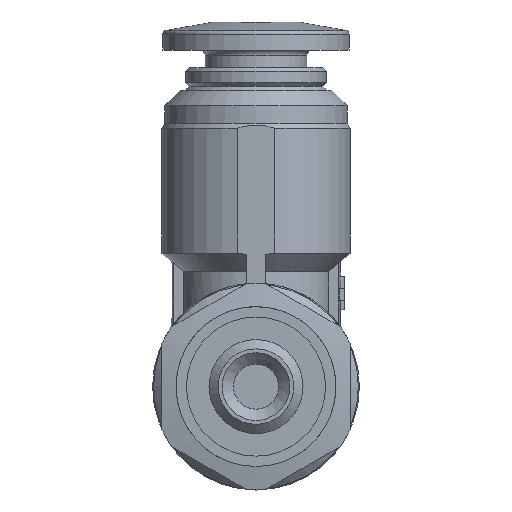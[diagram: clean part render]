
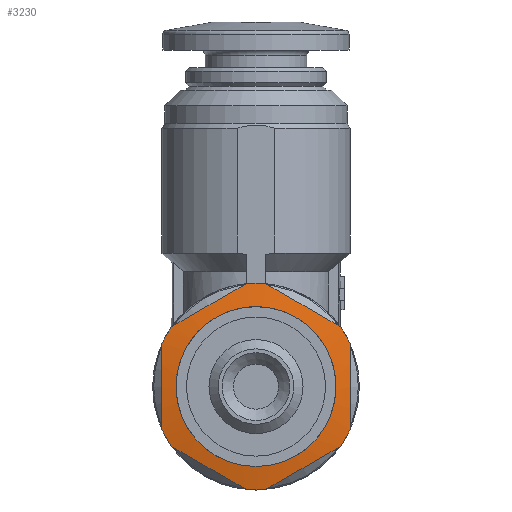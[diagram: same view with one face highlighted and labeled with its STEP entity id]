
A CAD part, front view. The second image highlights one B-rep face of the part: STEP entity #3230.
In plain terms, the highlighted conical face has half-angle 80 degrees and reference radius 5.5 mm.
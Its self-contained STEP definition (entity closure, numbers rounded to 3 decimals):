
#437=CIRCLE('',#3389,5.5);
#438=CIRCLE('',#3391,5.5);
#440=CIRCLE('',#3394,5.5);
#442=CIRCLE('',#3397,5.5);
#444=CIRCLE('',#3400,5.5);
#466=CIRCLE('',#3438,5.5);
#467=CIRCLE('',#3440,4.25);
#708=ORIENTED_EDGE('',*,*,#1284,.F.);
#709=ORIENTED_EDGE('',*,*,#1201,.T.);
#710=ORIENTED_EDGE('',*,*,#1285,.T.);
#711=ORIENTED_EDGE('',*,*,#1203,.T.);
#712=ORIENTED_EDGE('',*,*,#1286,.T.);
#713=ORIENTED_EDGE('',*,*,#1207,.T.);
#714=ORIENTED_EDGE('',*,*,#1287,.T.);
#715=ORIENTED_EDGE('',*,*,#1281,.T.);
#716=ORIENTED_EDGE('',*,*,#1288,.T.);
#717=ORIENTED_EDGE('',*,*,#1211,.T.);
#718=ORIENTED_EDGE('',*,*,#1289,.T.);
#719=ORIENTED_EDGE('',*,*,#1215,.T.);
#720=ORIENTED_EDGE('',*,*,#1290,.T.);
#1201=EDGE_CURVE('',#1500,#1499,#437,.T.);
#1203=EDGE_CURVE('',#1501,#1502,#438,.T.);
#1207=EDGE_CURVE('',#1505,#1506,#440,.T.);
#1211=EDGE_CURVE('',#1509,#1510,#442,.T.);
#1215=EDGE_CURVE('',#1513,#1514,#444,.T.);
#1281=EDGE_CURVE('',#1558,#1559,#466,.T.);
#1284=EDGE_CURVE('',#1560,#1560,#467,.T.);
#1285=EDGE_CURVE('',#1499,#1501,#1712,.T.);
#1286=EDGE_CURVE('',#1502,#1505,#1713,.T.);
#1287=EDGE_CURVE('',#1506,#1558,#1714,.T.);
#1288=EDGE_CURVE('',#1559,#1509,#1715,.T.);
#1289=EDGE_CURVE('',#1510,#1513,#1716,.T.);
#1290=EDGE_CURVE('',#1514,#1500,#1717,.T.);
#1499=VERTEX_POINT('',#4504);
#1500=VERTEX_POINT('',#4506);
#1501=VERTEX_POINT('',#4510);
#1502=VERTEX_POINT('',#4511);
#1505=VERTEX_POINT('',#4519);
#1506=VERTEX_POINT('',#4520);
#1509=VERTEX_POINT('',#4528);
#1510=VERTEX_POINT('',#4529);
#1513=VERTEX_POINT('',#4537);
#1514=VERTEX_POINT('',#4538);
#1558=VERTEX_POINT('',#4726);
#1559=VERTEX_POINT('',#4727);
#1560=VERTEX_POINT('',#4732);
#1712=B_SPLINE_CURVE_WITH_KNOTS('',3,(#4733,#4734,#4735,#4736),
 .UNSPECIFIED.,.F.,.F.,(4,4),(0.006,0.011),
 .UNSPECIFIED.);
#1713=B_SPLINE_CURVE_WITH_KNOTS('',3,(#4737,#4738,#4739,#4740),
 .UNSPECIFIED.,.F.,.F.,(4,4),(0.,0.005),
 .UNSPECIFIED.);
#1714=B_SPLINE_CURVE_WITH_KNOTS('',3,(#4741,#4742,#4743,#4744),
 .UNSPECIFIED.,.F.,.F.,(4,4),(0.,0.005),
 .UNSPECIFIED.);
#1715=B_SPLINE_CURVE_WITH_KNOTS('',3,(#4745,#4746,#4747,#4748),
 .UNSPECIFIED.,.F.,.F.,(4,4),(0.006,0.011),
 .UNSPECIFIED.);
#1716=B_SPLINE_CURVE_WITH_KNOTS('',3,(#4749,#4750,#4751,#4752),
 .UNSPECIFIED.,.F.,.F.,(4,4),(0.,0.005),
 .UNSPECIFIED.);
#1717=B_SPLINE_CURVE_WITH_KNOTS('',3,(#4753,#4754,#4755,#4756),
 .UNSPECIFIED.,.F.,.F.,(4,4),(0.,0.005),
 .UNSPECIFIED.);
#1766=EDGE_LOOP('',(#708));
#1767=EDGE_LOOP('',(#709,#710,#711,#712,#713,#714,#715,#716,#717,#718,#719,
#720));
#1975=FACE_BOUND('',#1766,.T.);
#1976=FACE_BOUND('',#1767,.T.);
#2149=CONICAL_SURFACE('',#3439,5.5,1.396);
#3230=ADVANCED_FACE('',(#1975,#1976),#2149,.T.);
#3389=AXIS2_PLACEMENT_3D('',#4505,#3708,#3709);
#3391=AXIS2_PLACEMENT_3D('',#4509,#3713,#3714);
#3394=AXIS2_PLACEMENT_3D('',#4518,#3721,#3722);
#3397=AXIS2_PLACEMENT_3D('',#4527,#3729,#3730);
#3400=AXIS2_PLACEMENT_3D('',#4536,#3737,#3738);
#3438=AXIS2_PLACEMENT_3D('',#4725,#3839,#3840);
#3439=AXIS2_PLACEMENT_3D('',#4730,#3843,#3844);
#3440=AXIS2_PLACEMENT_3D('',#4731,#3845,#3846);
#3708=DIRECTION('',(0.,-1.,0.));
#3709=DIRECTION('',(0.,0.,-1.));
#3713=DIRECTION('',(0.,-1.,0.));
#3714=DIRECTION('',(0.,0.,-1.));
#3721=DIRECTION('',(0.,-1.,0.));
#3722=DIRECTION('',(0.,0.,-1.));
#3729=DIRECTION('',(0.,-1.,0.));
#3730=DIRECTION('',(0.,0.,-1.));
#3737=DIRECTION('',(0.,-1.,0.));
#3738=DIRECTION('',(0.,0.,-1.));
#3839=DIRECTION('',(0.,-1.,0.));
#3840=DIRECTION('',(0.,0.,-1.));
#3843=DIRECTION('',(0.,1.,0.));
#3844=DIRECTION('',(0.,0.,1.));
#3845=DIRECTION('',(0.,-1.,0.));
#3846=DIRECTION('',(0.,0.,-1.));
#4504=CARTESIAN_POINT('',(-5.,1.42,2.291));
#4505=CARTESIAN_POINT('',(0.,1.42,0.));
#4506=CARTESIAN_POINT('',(-4.484,1.42,3.184));
#4509=CARTESIAN_POINT('',(0.,1.42,0.));
#4510=CARTESIAN_POINT('',(-5.,1.42,-2.291));
#4511=CARTESIAN_POINT('',(-4.484,1.42,-3.184));
#4518=CARTESIAN_POINT('',(0.,1.42,0.));
#4519=CARTESIAN_POINT('',(-0.516,1.42,-5.476));
#4520=CARTESIAN_POINT('',(0.516,1.42,-5.476));
#4527=CARTESIAN_POINT('',(0.,1.42,0.));
#4528=CARTESIAN_POINT('',(5.,1.42,2.291));
#4529=CARTESIAN_POINT('',(4.484,1.42,3.184));
#4536=CARTESIAN_POINT('',(0.,1.42,0.));
#4537=CARTESIAN_POINT('',(0.516,1.42,5.476));
#4538=CARTESIAN_POINT('',(-0.516,1.42,5.476));
#4725=CARTESIAN_POINT('',(0.,1.42,0.));
#4726=CARTESIAN_POINT('',(4.484,1.42,-3.184));
#4727=CARTESIAN_POINT('',(5.,1.42,-2.291));
#4730=CARTESIAN_POINT('',(0.,1.42,0.));
#4731=CARTESIAN_POINT('',(0.,1.2,0.));
#4732=CARTESIAN_POINT('',(0.,1.2,-4.25));
#4733=CARTESIAN_POINT('',(-5.,1.42,2.291));
#4734=CARTESIAN_POINT('',(-5.,1.309,0.772));
#4735=CARTESIAN_POINT('',(-5.,1.308,-0.761));
#4736=CARTESIAN_POINT('',(-5.,1.42,-2.291));
#4737=CARTESIAN_POINT('',(-4.484,1.42,-3.184));
#4738=CARTESIAN_POINT('',(-3.161,1.308,-3.948));
#4739=CARTESIAN_POINT('',(-1.839,1.308,-4.712));
#4740=CARTESIAN_POINT('',(-0.516,1.42,-5.476));
#4741=CARTESIAN_POINT('',(0.516,1.42,-5.476));
#4742=CARTESIAN_POINT('',(1.839,1.308,-4.712));
#4743=CARTESIAN_POINT('',(3.161,1.308,-3.948));
#4744=CARTESIAN_POINT('',(4.484,1.42,-3.184));
#4745=CARTESIAN_POINT('',(5.,1.42,-2.291));
#4746=CARTESIAN_POINT('',(5.,1.309,-0.772));
#4747=CARTESIAN_POINT('',(5.,1.308,0.761));
#4748=CARTESIAN_POINT('',(5.,1.42,2.291));
#4749=CARTESIAN_POINT('',(4.484,1.42,3.184));
#4750=CARTESIAN_POINT('',(3.161,1.308,3.948));
#4751=CARTESIAN_POINT('',(1.839,1.308,4.712));
#4752=CARTESIAN_POINT('',(0.516,1.42,5.476));
#4753=CARTESIAN_POINT('',(-0.516,1.42,5.476));
#4754=CARTESIAN_POINT('',(-1.839,1.308,4.712));
#4755=CARTESIAN_POINT('',(-3.161,1.308,3.948));
#4756=CARTESIAN_POINT('',(-4.484,1.42,3.184));
